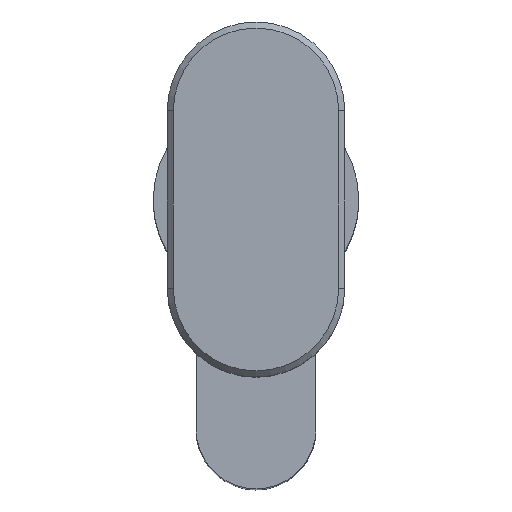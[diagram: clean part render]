
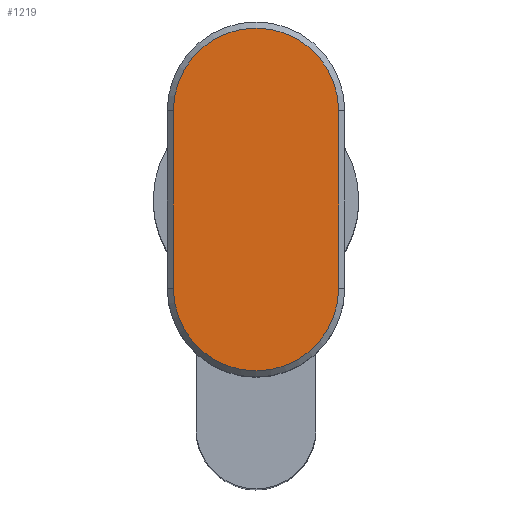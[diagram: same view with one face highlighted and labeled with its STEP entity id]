
A CAD part, top view. The second image highlights one B-rep face of the part: STEP entity #1219.
In plain terms, the highlighted planar face has unit normal (0, 0, 1).
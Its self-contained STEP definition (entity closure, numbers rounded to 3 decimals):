
#65 = EDGE_CURVE ( 'NONE', #182, #125, #1428, .T. ) ;
#125 = VERTEX_POINT ( 'NONE', #434 ) ;
#182 = VERTEX_POINT ( 'NONE', #1417 ) ;
#186 = LINE ( 'NONE', #1879, #776 ) ;
#197 = DIRECTION ( 'NONE',  ( 0., -1., 0. ) ) ;
#289 = ORIENTED_EDGE ( 'NONE', *, *, #672, .T. ) ;
#303 = CARTESIAN_POINT ( 'NONE',  ( 6.75, 7.25, 76. ) ) ;
#339 = CARTESIAN_POINT ( 'NONE',  ( 0., -7.25, 76. ) ) ;
#351 = CIRCLE ( 'NONE', #1544, 6.75 ) ;
#401 = ORIENTED_EDGE ( 'NONE', *, *, #65, .T. ) ;
#426 = EDGE_LOOP ( 'NONE', ( #401, #2173, #1360, #289 ) ) ;
#434 = CARTESIAN_POINT ( 'NONE',  ( -6.75, 7.25, 76. ) ) ;
#496 = VERTEX_POINT ( 'NONE', #1057 ) ;
#568 = CARTESIAN_POINT ( 'NONE',  ( -6.75, -7.25, 76. ) ) ;
#662 = CARTESIAN_POINT ( 'NONE',  ( 0., 7.25, 76. ) ) ;
#672 = EDGE_CURVE ( 'NONE', #496, #182, #1472, .T. ) ;
#776 = VECTOR ( 'NONE', #197, 1000. ) ;
#796 = DIRECTION ( 'NONE',  ( 1., 0., 0. ) ) ;
#841 = CARTESIAN_POINT ( 'NONE',  ( 0., -7.25, 76. ) ) ;
#848 = EDGE_CURVE ( 'NONE', #125, #1711, #186, .T. ) ;
#850 = DIRECTION ( 'NONE',  ( 0., 1., 0. ) ) ;
#985 = DIRECTION ( 'NONE',  ( 1., 0., 0. ) ) ;
#1057 = CARTESIAN_POINT ( 'NONE',  ( 6.75, -7.25, 76. ) ) ;
#1175 = EDGE_CURVE ( 'NONE', #1711, #496, #351, .T. ) ;
#1219 = ADVANCED_FACE ( 'NONE', ( #1293 ), #1993, .T. ) ;
#1293 = FACE_OUTER_BOUND ( 'NONE', #426, .T. ) ;
#1323 = DIRECTION ( 'NONE',  ( 0., 0., 1. ) ) ;
#1360 = ORIENTED_EDGE ( 'NONE', *, *, #1175, .T. ) ;
#1417 = CARTESIAN_POINT ( 'NONE',  ( 6.75, 7.25, 76. ) ) ;
#1428 = CIRCLE ( 'NONE', #1897, 6.75 ) ;
#1472 = LINE ( 'NONE', #303, #1867 ) ;
#1504 = DIRECTION ( 'NONE',  ( 0., 0., 1. ) ) ;
#1544 = AXIS2_PLACEMENT_3D ( 'NONE', #841, #1504, #1644 ) ;
#1634 = DIRECTION ( 'NONE',  ( 0., 0., 1. ) ) ;
#1644 = DIRECTION ( 'NONE',  ( 1., 0., 0. ) ) ;
#1711 = VERTEX_POINT ( 'NONE', #568 ) ;
#1829 = AXIS2_PLACEMENT_3D ( 'NONE', #339, #1634, #796 ) ;
#1867 = VECTOR ( 'NONE', #850, 1000. ) ;
#1879 = CARTESIAN_POINT ( 'NONE',  ( -6.75, -7.25, 76. ) ) ;
#1897 = AXIS2_PLACEMENT_3D ( 'NONE', #662, #1323, #985 ) ;
#1993 = PLANE ( 'NONE',  #1829 ) ;
#2173 = ORIENTED_EDGE ( 'NONE', *, *, #848, .T. ) ;
